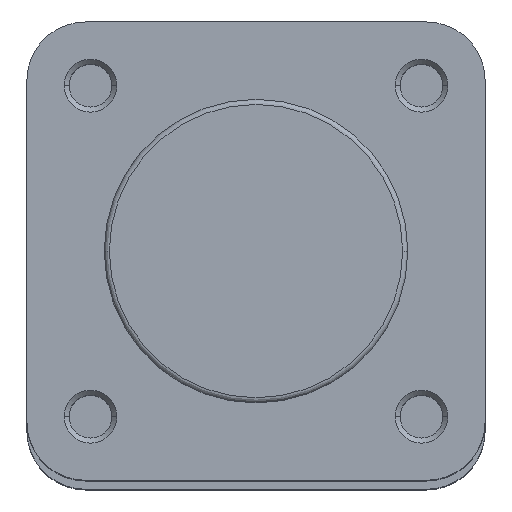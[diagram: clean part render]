
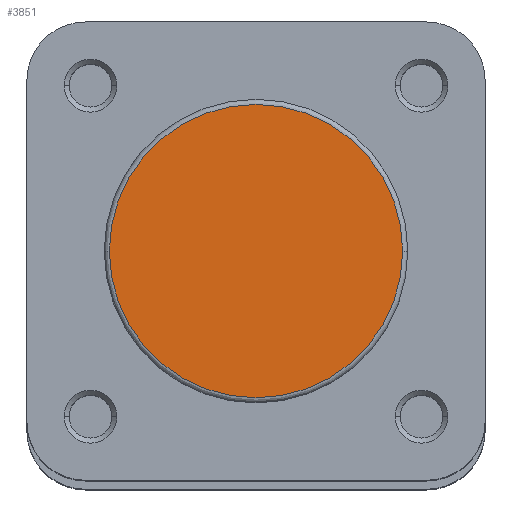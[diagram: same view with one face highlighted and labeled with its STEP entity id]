
A CAD part, top view. The second image highlights one B-rep face of the part: STEP entity #3851.
In plain terms, the highlighted planar face has unit normal (0, 0, 1).
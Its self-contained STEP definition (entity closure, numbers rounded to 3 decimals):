
#226 = CARTESIAN_POINT ( 'NONE',  ( 0., 14.9, 0. ) ) ;
#227 = PLANE ( 'NONE',  #4620 ) ;
#229 = DIRECTION ( 'NONE',  ( 0., 0., -1. ) ) ;
#230 = DIRECTION ( 'NONE',  ( -1., 0., 0. ) ) ;
#359 = CARTESIAN_POINT ( 'NONE',  ( 0., 0., 0. ) ) ;
#360 = DIRECTION ( 'NONE',  ( 0., 0., 1. ) ) ;
#361 = DIRECTION ( 'NONE',  ( -1., 0., 0. ) ) ;
#472 = CARTESIAN_POINT ( 'NONE',  ( 0., 0., 0. ) ) ;
#475 = DIRECTION ( 'NONE',  ( 0., 0., 1. ) ) ;
#476 = DIRECTION ( 'NONE',  ( -1., 0., 0. ) ) ;
#1683 = VERTEX_POINT ( 'NONE', #1743 ) ;
#1743 = CARTESIAN_POINT ( 'NONE',  ( -14.4, 0., 0. ) ) ;
#1908 = VERTEX_POINT ( 'NONE', #2024 ) ;
#1936 = EDGE_LOOP ( 'NONE', ( #2330, #2329 ) ) ;
#2024 = CARTESIAN_POINT ( 'NONE',  ( 14.4, 0., 0. ) ) ;
#2329 = ORIENTED_EDGE ( 'NONE', *, *, #4128, .T. ) ;
#2330 = ORIENTED_EDGE ( 'NONE', *, *, #4174, .T. ) ;
#2820 = FACE_OUTER_BOUND ( 'NONE', #1936, .T. ) ;
#2905 = CIRCLE ( 'NONE', #4651, 14.4 ) ;
#2975 = CIRCLE ( 'NONE', #4673, 14.4 ) ;
#3851 = ADVANCED_FACE ( 'NONE', ( #2820 ), #227, .F. ) ;
#4128 = EDGE_CURVE ( 'NONE', #1908, #1683, #2905, .T. ) ;
#4174 = EDGE_CURVE ( 'NONE', #1683, #1908, #2975, .T. ) ;
#4620 = AXIS2_PLACEMENT_3D ( 'NONE', #226, #229, #230 ) ;
#4651 = AXIS2_PLACEMENT_3D ( 'NONE', #359, #360, #361 ) ;
#4673 = AXIS2_PLACEMENT_3D ( 'NONE', #472, #475, #476 ) ;
